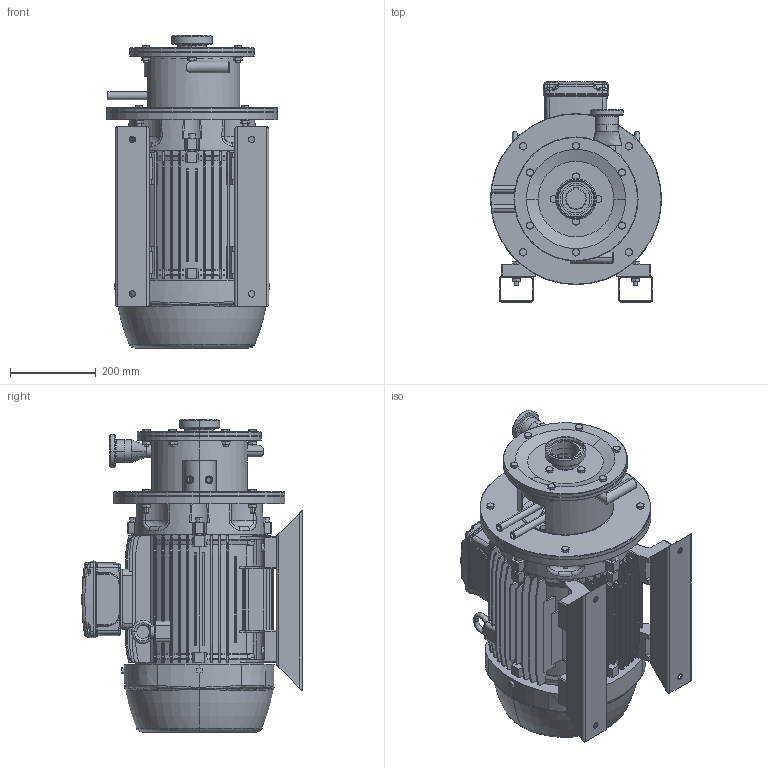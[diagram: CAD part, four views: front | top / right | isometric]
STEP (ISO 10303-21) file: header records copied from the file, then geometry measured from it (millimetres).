
FILE_DESCRIPTION (( 'STEP AP214' ), '1' );
FILE_NAME ('Ñáîðêà ÐÏÀ 25-5-22,0.STEP', '2018-07-25T12:36:45', ( 'ÌÅÊ' ), ( '' ), 'SwSTEP 2.0', 'SolidWorks 2016', '' );
FILE_SCHEMA (( 'AUTOMOTIVE_DESIGN' ));
Length unit declared in the file: millimetre
Products named in the file (14): Êîðïóñ íàñîñà ÐÏÀ 25-5-22,0; 180M_TOP; Ãàéêà; ﾘ琺矜; Áîëò Ì10 (ìàë); Áîëò Ì10 (äë); Ñáîðêà ÐÏÀ 25-5-22,0; Ðàìà 180 (22êÂò) 421õ60; Áîëò Ì10 (äë2); Øòóöåð ñëèâíîé ÐÏÀ 25-5-22,0; 砐鳱鍱 籍65 (25-5-22,0); Ïàòðóáîê íàïîðíûé ÐÏÀ 25-5-22,0; Îòâîä Äó 50 (25-5-22,0); Êðûøêà ÐÏÀ 25-5-22,0
Assembly tree (55 placements, depth 2):
  Ñáîðêà ÐÏÀ 25-5-22,0
    Áîëò Ì10 (äë)  x6
    Áîëò Ì10 (ìàë)  x4
    ﾘ琺矜  x14
    Ãàéêà  x14
    180M_TOP
    Êîðïóñ íàñîñà ÐÏÀ 25-5-22,0
    Êðûøêà ÐÏÀ 25-5-22,0
    Îòâîä Äó 50 (25-5-22,0)
    Ïàòðóáîê íàïîðíûé ÐÏÀ 25-5-22,0
    砐鳱鍱 籍65 (25-5-22,0)
    Øòóöåð ñëèâíîé ÐÏÀ 25-5-22,0
    Áîëò Ì10 (äë2)  x8
    Ðàìà 180 (22êÂò) 421õ60  x2
Bounding box: 400 x 514.5 x 733.6 mm (x, y, z)
Volume: 49974761.9 mm3; surface area: 2980773.2 mm2
Topology: 53 solids, 63 shells, 3138 faces, 7923 edges, 4964 vertices
Faces by surface type: plane 1240, cylinder 757, cone 651, torus 253, bspline 215, sphere 22
Entity records: 111355 total; most frequent: CARTESIAN_POINT 31276, ORIENTED_EDGE 12582, DIRECTION 11584, EDGE_CURVE 6303, AXIS2_PLACEMENT_3D 4372, VERTEX_POINT 4010, LINE 2840, VECTOR 2840
